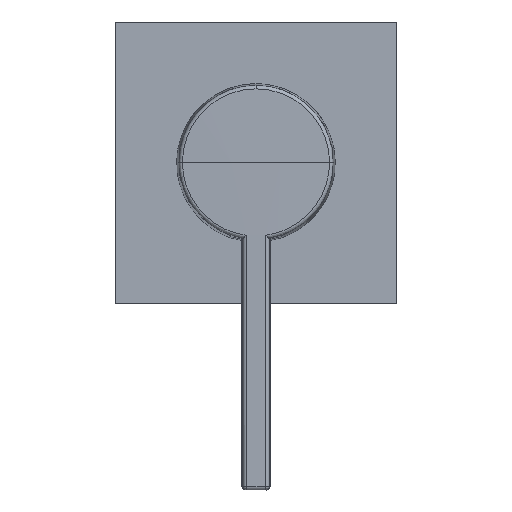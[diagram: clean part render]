
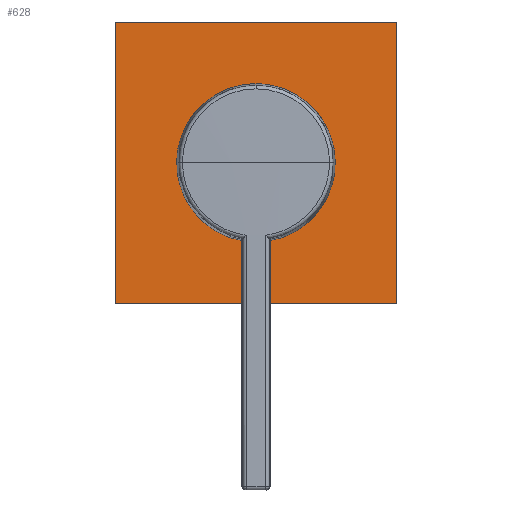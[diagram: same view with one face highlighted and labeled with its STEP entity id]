
A CAD part, top view. The second image highlights one B-rep face of the part: STEP entity #628.
In plain terms, the highlighted face is planar.
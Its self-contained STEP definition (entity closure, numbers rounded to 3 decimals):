
#8 = ORIENTED_EDGE ( 'NONE', *, *, #1656, .T. ) ;
#64 = LINE ( 'NONE', #1429, #732 ) ;
#195 = DIRECTION ( 'NONE',  ( 0., 1., 0. ) ) ;
#234 = CARTESIAN_POINT ( 'NONE',  ( 40., 9., -40. ) ) ;
#246 = ORIENTED_EDGE ( 'NONE', *, *, #985, .T. ) ;
#251 = CARTESIAN_POINT ( 'NONE',  ( -40., 9., -40. ) ) ;
#278 = EDGE_CURVE ( 'NONE', #660, #335, #64, .T. ) ;
#335 = VERTEX_POINT ( 'NONE', #234 ) ;
#383 = DIRECTION ( 'NONE',  ( 0., 0., -1. ) ) ;
#386 = DIRECTION ( 'NONE',  ( -1., 0., 0. ) ) ;
#456 = DIRECTION ( 'NONE',  ( 0., 0., 1. ) ) ;
#466 = VECTOR ( 'NONE', #386, 1000. ) ;
#482 = FACE_OUTER_BOUND ( 'NONE', #1317, .T. ) ;
#580 = VERTEX_POINT ( 'NONE', #1560 ) ;
#581 = ORIENTED_EDGE ( 'NONE', *, *, #278, .T. ) ;
#628 = ADVANCED_FACE ( 'NONE', ( #482 ), #866, .T. ) ;
#660 = VERTEX_POINT ( 'NONE', #1583 ) ;
#701 = VECTOR ( 'NONE', #801, 1000. ) ;
#732 = VECTOR ( 'NONE', #383, 1000. ) ;
#771 = VECTOR ( 'NONE', #1045, 1000. ) ;
#801 = DIRECTION ( 'NONE',  ( 0., 0., 1. ) ) ;
#866 = PLANE ( 'NONE',  #953 ) ;
#938 = CARTESIAN_POINT ( 'NONE',  ( -40., 9., -40. ) ) ;
#953 = AXIS2_PLACEMENT_3D ( 'NONE', #1145, #195, #456 ) ;
#985 = EDGE_CURVE ( 'NONE', #335, #1625, #1213, .T. ) ;
#1045 = DIRECTION ( 'NONE',  ( 1., 0., 0. ) ) ;
#1080 = EDGE_CURVE ( 'NONE', #1625, #580, #1093, .T. ) ;
#1093 = LINE ( 'NONE', #938, #701 ) ;
#1115 = LINE ( 'NONE', #1589, #771 ) ;
#1145 = CARTESIAN_POINT ( 'NONE',  ( -40., 9., 40. ) ) ;
#1170 = CARTESIAN_POINT ( 'NONE',  ( -40., 9., -40. ) ) ;
#1213 = LINE ( 'NONE', #251, #466 ) ;
#1317 = EDGE_LOOP ( 'NONE', ( #1592, #8, #581, #246 ) ) ;
#1429 = CARTESIAN_POINT ( 'NONE',  ( 40., 9., -40. ) ) ;
#1560 = CARTESIAN_POINT ( 'NONE',  ( -40., 9., 40. ) ) ;
#1583 = CARTESIAN_POINT ( 'NONE',  ( 40., 9., 40. ) ) ;
#1589 = CARTESIAN_POINT ( 'NONE',  ( -40., 9., 40. ) ) ;
#1592 = ORIENTED_EDGE ( 'NONE', *, *, #1080, .T. ) ;
#1625 = VERTEX_POINT ( 'NONE', #1170 ) ;
#1656 = EDGE_CURVE ( 'NONE', #580, #660, #1115, .T. ) ;
